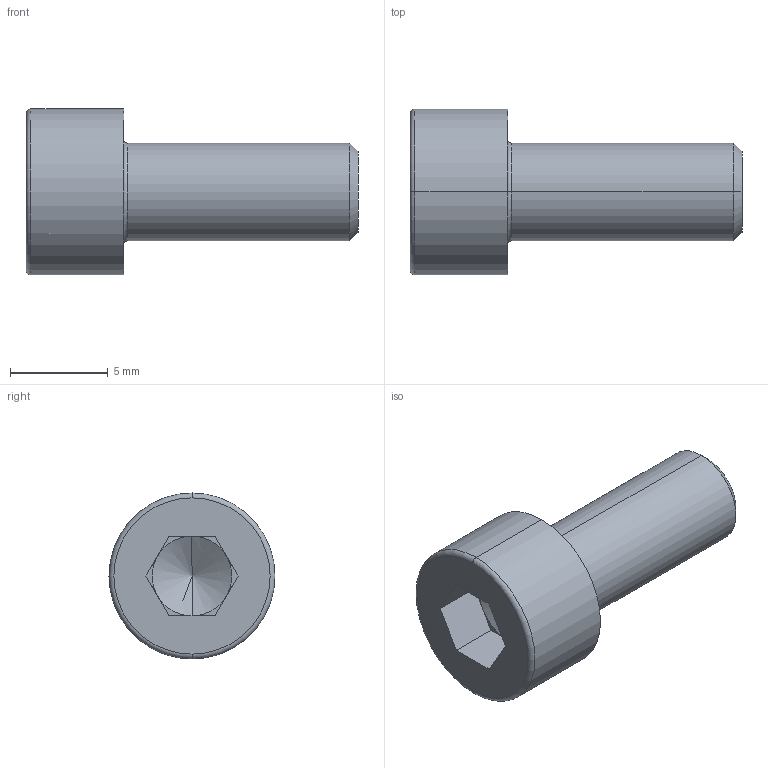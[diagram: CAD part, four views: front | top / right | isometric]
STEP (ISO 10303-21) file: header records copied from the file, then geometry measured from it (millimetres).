
FILE_DESCRIPTION (( 'STEP AP203' ), '1' );
FILE_NAME ('socket head cap screw_iso_Vis CHC M5 x 12 --- 12N_sldprt.STEP', '2017-12-12T20:34:37', ( '' ), ( '' ), 'SwSTEP 2.0', 'SolidWorks 2016', '' );
FILE_SCHEMA (( 'CONFIG_CONTROL_DESIGN' ));
Length unit declared in the file: millimetre
Products named in the file (1): socket head cap screw_iso_Vis CHC M5 x 12 --- 12N_sldprt
Bounding box: 17 x 8.5 x 8.5 mm (x, y, z)
Volume: 476.4 mm3; surface area: 464.3 mm2
Topology: 1 solids, 1 shells, 27 faces, 58 edges, 33 vertices
Faces by surface type: plane 15, cone 4, torus 4, cylinder 4
Entity records: 787 total; most frequent: DIRECTION 136, CARTESIAN_POINT 117, ORIENTED_EDGE 112, EDGE_CURVE 56, AXIS2_PLACEMENT_3D 52, VERTEX_POINT 33, LINE 32, VECTOR 32
